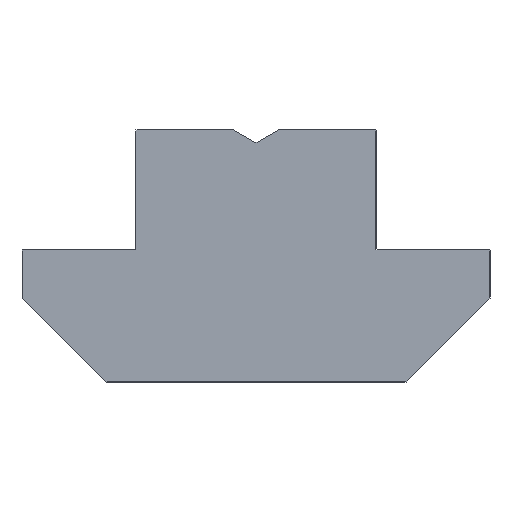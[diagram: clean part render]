
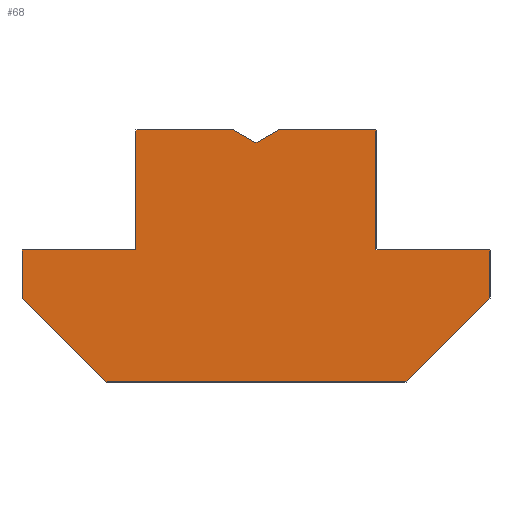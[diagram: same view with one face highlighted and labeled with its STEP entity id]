
A CAD part, left-side view. The second image highlights one B-rep face of the part: STEP entity #68.
In plain terms, the highlighted planar face has unit normal (-1, 0, 0).
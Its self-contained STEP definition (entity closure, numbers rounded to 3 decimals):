
#68=ADVANCED_FACE('',(#130),#131,.F.);
#130=FACE_OUTER_BOUND('',#183,.T.);
#131=PLANE('',#184);
#183=EDGE_LOOP('',(#309,#310,#311,#312,#313,#314,#315,#316,#317,#318,#319,#320,#321));
#184=AXIS2_PLACEMENT_3D('',#322,#323,#324);
#309=ORIENTED_EDGE('',*,*,#377,.F.);
#310=ORIENTED_EDGE('',*,*,#329,.F.);
#311=ORIENTED_EDGE('',*,*,#334,.F.);
#312=ORIENTED_EDGE('',*,*,#338,.F.);
#313=ORIENTED_EDGE('',*,*,#342,.F.);
#314=ORIENTED_EDGE('',*,*,#346,.F.);
#315=ORIENTED_EDGE('',*,*,#350,.F.);
#316=ORIENTED_EDGE('',*,*,#354,.F.);
#317=ORIENTED_EDGE('',*,*,#358,.F.);
#318=ORIENTED_EDGE('',*,*,#362,.F.);
#319=ORIENTED_EDGE('',*,*,#366,.F.);
#320=ORIENTED_EDGE('',*,*,#370,.F.);
#321=ORIENTED_EDGE('',*,*,#374,.F.);
#322=CARTESIAN_POINT('',(0.,0.,-0.605));
#323=DIRECTION('',(1.0,0.0,0.0));
#324=DIRECTION('',(0.0,1.0,-0.0));
#329=EDGE_CURVE('',#385,#387,#388,.T.);
#334=EDGE_CURVE('',#393,#385,#395,.T.);
#338=EDGE_CURVE('',#399,#393,#401,.T.);
#342=EDGE_CURVE('',#405,#399,#407,.T.);
#346=EDGE_CURVE('',#411,#405,#413,.T.);
#350=EDGE_CURVE('',#417,#411,#419,.T.);
#354=EDGE_CURVE('',#423,#417,#425,.T.);
#358=EDGE_CURVE('',#429,#423,#431,.T.);
#362=EDGE_CURVE('',#435,#429,#437,.T.);
#366=EDGE_CURVE('',#441,#435,#443,.T.);
#370=EDGE_CURVE('',#447,#441,#449,.T.);
#374=EDGE_CURVE('',#453,#447,#455,.T.);
#377=EDGE_CURVE('',#387,#453,#458,.T.);
#385=VERTEX_POINT('',#467);
#387=VERTEX_POINT('',#470);
#388=LINE('',#471,#472);
#393=VERTEX_POINT('',#479);
#395=LINE('',#482,#483);
#399=VERTEX_POINT('',#488);
#401=LINE('',#491,#492);
#405=VERTEX_POINT('',#497);
#407=LINE('',#500,#501);
#411=VERTEX_POINT('',#506);
#413=LINE('',#509,#510);
#417=VERTEX_POINT('',#515);
#419=LINE('',#518,#519);
#423=VERTEX_POINT('',#524);
#425=LINE('',#527,#528);
#429=VERTEX_POINT('',#533);
#431=LINE('',#536,#537);
#435=VERTEX_POINT('',#542);
#437=LINE('',#545,#546);
#441=VERTEX_POINT('',#551);
#443=LINE('',#554,#555);
#447=VERTEX_POINT('',#560);
#449=LINE('',#563,#564);
#453=VERTEX_POINT('',#569);
#455=LINE('',#572,#573);
#458=LINE('',#577,#578);
#467=CARTESIAN_POINT('',(0.,0.,4.469));
#470=CARTESIAN_POINT('',(0.,-0.92,5.0));
#471=CARTESIAN_POINT('',(0.,0.,4.469));
#472=VECTOR('',#584,1.062);
#479=CARTESIAN_POINT('',(0.,0.92,5.0));
#482=CARTESIAN_POINT('',(0.,0.92,5.0));
#483=VECTOR('',#588,1.062);
#488=CARTESIAN_POINT('',(0.,5.0,5.0));
#491=CARTESIAN_POINT('',(0.,5.0,5.0));
#492=VECTOR('',#591,4.08);
#497=CARTESIAN_POINT('',(0.,5.0,0.));
#500=CARTESIAN_POINT('',(0.,5.0,0.));
#501=VECTOR('',#594,5.0);
#506=CARTESIAN_POINT('',(0.,9.75,0.));
#509=CARTESIAN_POINT('',(0.,9.75,0.));
#510=VECTOR('',#597,4.75);
#515=CARTESIAN_POINT('',(0.,9.75,-2.0));
#518=CARTESIAN_POINT('',(0.,9.75,-2.0));
#519=VECTOR('',#600,2.0);
#524=CARTESIAN_POINT('',(0.,6.25,-5.5));
#527=CARTESIAN_POINT('',(0.,6.25,-5.5));
#528=VECTOR('',#603,4.95);
#533=CARTESIAN_POINT('',(0.,-6.25,-5.5));
#536=CARTESIAN_POINT('',(0.,-6.25,-5.5));
#537=VECTOR('',#606,12.5);
#542=CARTESIAN_POINT('',(0.,-9.75,-2.0));
#545=CARTESIAN_POINT('',(0.,-9.75,-2.0));
#546=VECTOR('',#609,4.95);
#551=CARTESIAN_POINT('',(0.,-9.75,0.));
#554=CARTESIAN_POINT('',(0.,-9.75,0.));
#555=VECTOR('',#612,2.0);
#560=CARTESIAN_POINT('',(0.,-5.0,0.));
#563=CARTESIAN_POINT('',(0.,-5.0,0.));
#564=VECTOR('',#615,4.75);
#569=CARTESIAN_POINT('',(0.,-5.0,5.0));
#572=CARTESIAN_POINT('',(0.,-5.0,5.0));
#573=VECTOR('',#618,5.0);
#577=CARTESIAN_POINT('',(0.,-0.92,5.0));
#578=VECTOR('',#620,4.08);
#584=DIRECTION('',(0.,-0.866,0.5));
#588=DIRECTION('',(0.,-0.866,-0.5));
#591=DIRECTION('',(0.0,-1.0,0.0));
#594=DIRECTION('',(0.0,0.0,1.0));
#597=DIRECTION('',(0.0,-1.0,0.0));
#600=DIRECTION('',(0.0,0.0,1.0));
#603=DIRECTION('',(0.,0.707,0.707));
#606=DIRECTION('',(0.0,1.0,0.0));
#609=DIRECTION('',(0.,0.707,-0.707));
#612=DIRECTION('',(0.0,0.0,-1.0));
#615=DIRECTION('',(0.0,-1.0,0.0));
#618=DIRECTION('',(0.0,0.0,-1.0));
#620=DIRECTION('',(0.0,-1.0,0.0));
